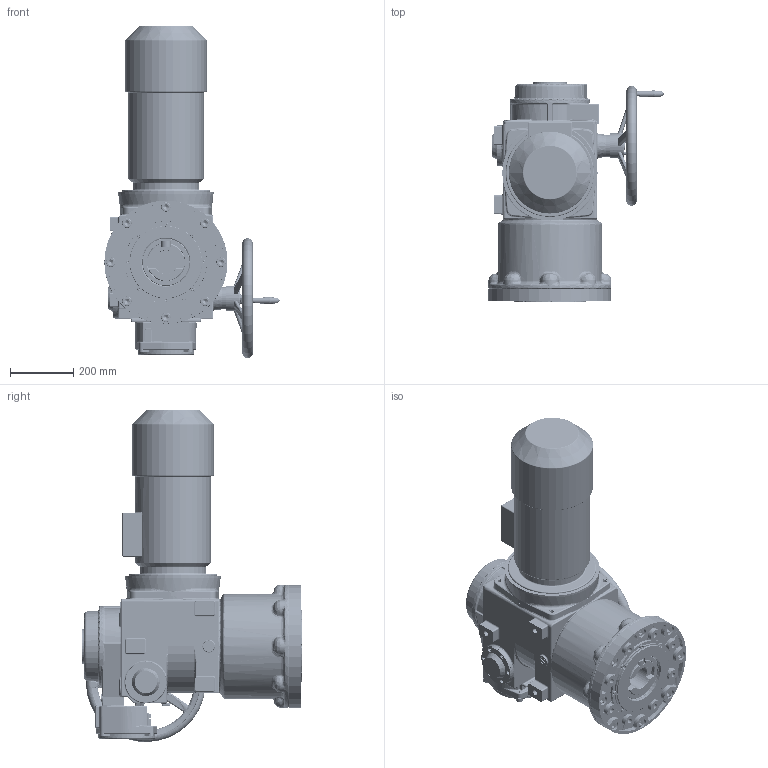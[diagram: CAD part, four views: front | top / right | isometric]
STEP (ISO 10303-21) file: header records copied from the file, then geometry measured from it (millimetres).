
FILE_DESCRIPTION (( 'STEP AP214' ), '1' );
FILE_NAME ('Servopohon MOA 52026.STEP', '2021-09-22T04:46:22', ( '' ), ( '' ), 'SwSTEP 2.0', 'SolidWorks 2014', '' );
FILE_SCHEMA (( 'AUTOMOTIVE_DESIGN' ));
Length unit declared in the file: millimetre
Products named in the file (28): parallel_din_Parallel key A32 x 18 x 100 DIN 6885; cep rukojeti_458273; Skrin_50291_Opracovani; pøíruba ložisková 151266; Kryt 461015; gufero NBR 180-130-13; kolo rucni_253377_Opracovani; skøíò 050122; Vko 253376_Opracov n¡; Hridel_22463731; sroub_zatkovy; Vložka C 3-52981; Priruba blokovaci_353787; Servopohon MOA 52026; Kolo rucni; krytMOPoprac; socket head cap screw_din_DIN 912 M8 x 12 --- 12N; Priruba_461172; socket head cap screw_din_DIN 912 M20 x 30 --- 30N; Sroub rucni_463730; SKRIN_SVORKOVNICOVA_OPRACOVANI; Priruba 2-52417; el motor; Díl8^Servopohon MOA 52026; Rukojet; Skrin ridici_050207_Opracovani; adapter 52036; Priruba motoru 151937_Opracovani
Assembly tree (42 placements, depth 3):
  Servopohon MOA 52026
    Skrin_50291_Opracovani
    Skrin ridici_050207_Opracovani
    SKRIN_SVORKOVNICOVA_OPRACOVANI
    krytMOPoprac
    Vko 253376_Opracov n¡
    Kryt 461015
    Priruba motoru 151937_Opracovani
    el motor
    Priruba_461172
    Priruba blokovaci_353787
    Hridel_22463731
    Kolo rucni
      kolo rucni_253377_Opracovani
      cep rukojeti_458273
      Rukojet
      Sroub rucni_463730
    sroub_zatkovy  x2
    adapter 52036
      skøíò 050122
      pøíruba ložisková 151266
    Priruba 2-52417
    socket head cap screw_din_DIN 912 M8 x 12 --- 12N  x8
    Vložka C 3-52981
    gufero NBR 180-130-13
    parallel_din_Parallel key A32 x 18 x 100 DIN 6885
    Díl8^Servopohon MOA 52026
    socket head cap screw_din_DIN 912 M20 x 30 --- 30N  x8
Bounding box: 555.4 x 696.85 x 1052.29 mm (x, y, z)
Volume: 56780407.5 mm3; surface area: 4469908.9 mm2
Topology: 41 solids, 42 shells, 4276 faces, 10506 edges, 6327 vertices
Faces by surface type: cylinder 1657, plane 1075, torus 614, bspline 543, cone 249, sphere 138
Entity records: 170388 total; most frequent: CARTESIAN_POINT 78528, ORIENTED_EDGE 18960, DIRECTION 18729, EDGE_CURVE 9480, AXIS2_PLACEMENT_3D 7881, VERTEX_POINT 5827, CIRCLE 4492, EDGE_LOOP 4295
